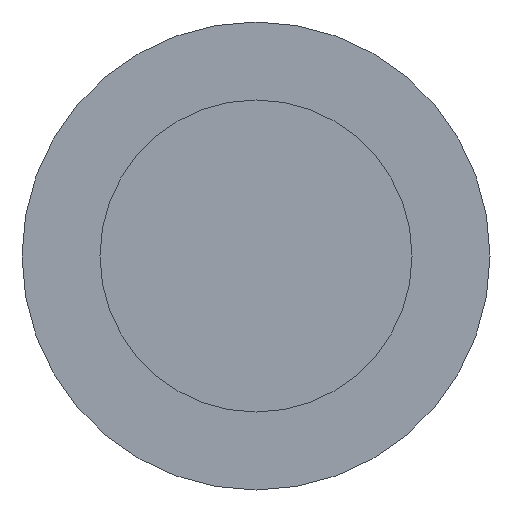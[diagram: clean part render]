
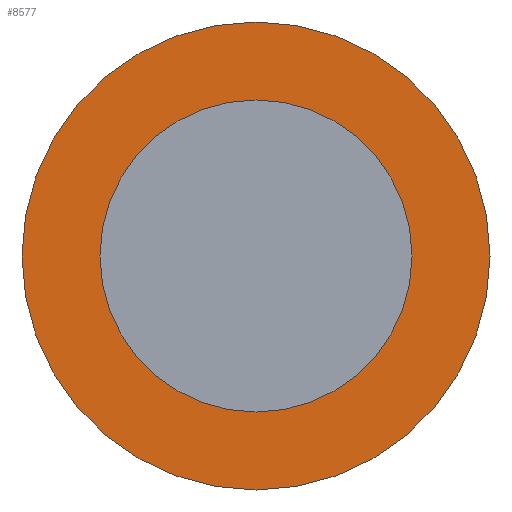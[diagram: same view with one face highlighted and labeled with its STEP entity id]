
A CAD part, front view. The second image highlights one B-rep face of the part: STEP entity #8577.
In plain terms, the highlighted planar face has unit normal (0, -1, 0).
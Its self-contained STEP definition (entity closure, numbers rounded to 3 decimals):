
#869 = DIRECTION ( 'NONE',  ( 0., 0., -1. ) ) ;
#1197 = AXIS2_PLACEMENT_3D ( 'NONE', #26938, #11704, #11061 ) ;
#1974 = CARTESIAN_POINT ( 'NONE',  ( 0., -5.2, -45. ) ) ;
#2957 = FACE_BOUND ( 'NONE', #26909, .T. ) ;
#4224 = EDGE_CURVE ( 'NONE', #19034, #19034, #27185, .T. ) ;
#6342 = DIRECTION ( 'NONE',  ( 0., -1., 0. ) ) ;
#8139 = AXIS2_PLACEMENT_3D ( 'NONE', #15960, #12984, #18446 ) ;
#8577 = ADVANCED_FACE ( 'NONE', ( #2957, #13057 ), #18991, .F. ) ;
#11061 = DIRECTION ( 'NONE',  ( 0., 0., 1. ) ) ;
#11483 = EDGE_LOOP ( 'NONE', ( #28146 ) ) ;
#11704 = DIRECTION ( 'NONE',  ( 0., 1., 0. ) ) ;
#12877 = CIRCLE ( 'NONE', #8139, 45. ) ;
#12984 = DIRECTION ( 'NONE',  ( 0., -1., 0. ) ) ;
#13057 = FACE_OUTER_BOUND ( 'NONE', #11483, .T. ) ;
#13589 = CARTESIAN_POINT ( 'NONE',  ( 0., -5.2, -30. ) ) ;
#14553 = VERTEX_POINT ( 'NONE', #1974 ) ;
#15386 = ORIENTED_EDGE ( 'NONE', *, *, #4224, .F. ) ;
#15960 = CARTESIAN_POINT ( 'NONE',  ( 0., -5.2, 0. ) ) ;
#18446 = DIRECTION ( 'NONE',  ( 0., 0., -1. ) ) ;
#18991 = PLANE ( 'NONE',  #1197 ) ;
#19034 = VERTEX_POINT ( 'NONE', #13589 ) ;
#24533 = AXIS2_PLACEMENT_3D ( 'NONE', #29029, #6342, #869 ) ;
#26909 = EDGE_LOOP ( 'NONE', ( #15386 ) ) ;
#26938 = CARTESIAN_POINT ( 'NONE',  ( -30., -5.2, 0. ) ) ;
#27185 = CIRCLE ( 'NONE', #24533, 30. ) ;
#28146 = ORIENTED_EDGE ( 'NONE', *, *, #28230, .T. ) ;
#28230 = EDGE_CURVE ( 'NONE', #14553, #14553, #12877, .T. ) ;
#29029 = CARTESIAN_POINT ( 'NONE',  ( 0., -5.2, 0. ) ) ;
